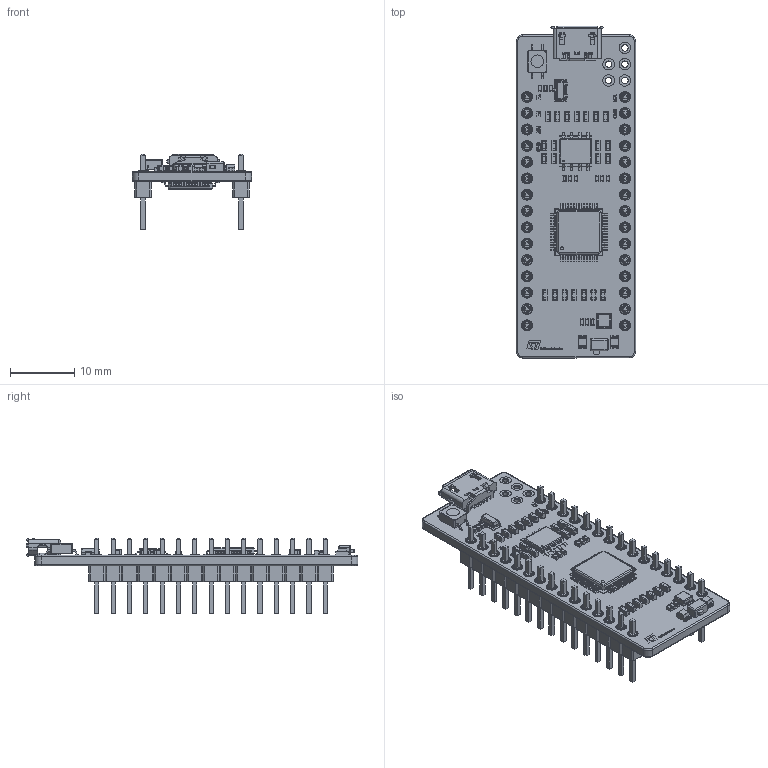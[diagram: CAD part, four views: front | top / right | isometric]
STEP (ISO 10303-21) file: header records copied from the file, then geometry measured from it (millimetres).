
FILE_DESCRIPTION(/* description */ (''),/* implementation_level */ '2;1');
FILE_NAME(/* name */ 'model_1.step',/* time_stamp */ '2022-09-10T00:50:47+03:00',/* author */ (''),/* organization */ (''),/* preprocessor_version */ 'ST-DEVELOPER v19',/* originating_system */ 'Autodesk Translation Framework v11.7.0.108',/* authorisation */ '');
FILE_SCHEMA (('AUTOMOTIVE_DESIGN { 1 0 10303 214 3 1 1 }'));
Products named in the file (47): (Unsaved); 1; 2; 3; 4; 6; 7; 8; 9; 10; 11; 12; USB Connector; 1 (2); 1 (1); 2 (1); Name1; thermal pad; QFP Template; Body; Leg; name2; 1 (4); 1 (3); 2 (2); 1 (6); 1 (5); 2 (3); 3 (1); 1 (8); 1 (7); 2 (4); 3 (2); 1 (10); 1 (9); 2 (5); 3 (3); 1 (11); 2 (6); 3_MIR ...
Assembly tree (79 placements, depth 3):
  (Unsaved)
    1
    2
    3
    4
    6
    7
    8
    9
    10
    11
    12
    USB Connector
    1 (2)
      1 (1)
      2 (1)
      Name1
      thermal pad
    QFP Template  x2
      Body
      Leg
      name2
    1 (4)
      1 (3)
      2 (2)
    1 (6)
      1 (5)
      2 (3)
      3 (1)
    1 (8)
      1 (7)
      2 (4)
      3 (2)
    1 (10)
      1 (9)
      2 (5)
    3 (3)  x18
      1 (11)
      2 (6)
    3_MIR  x4
      1_MIR
      2_MIR
    3 (4)  x12
      1 (12)
      2 (7)
    13
    STM Logo
Bounding box: 18.54 x 51.66 x 11.82 mm (x, y, z)
Volume: 2310.8 mm3; surface area: 8808.4 mm2
Topology: 401 solids, 401 shells, 6415 faces, 14577 edges, 8943 vertices
Faces by surface type: plane 3779, cylinder 1755, sphere 600, bspline 207, torus 74
Full cylindrical faces by diameter (mm): 0.248 x1, 0.472 x2, 1 x25, 1.8 x10, 1.95 x2
Entity records: 99722 total; most frequent: CARTESIAN_POINT 19770, ORIENTED_EDGE 16186, DIRECTION 15606, EDGE_CURVE 8093, LINE 6374, VECTOR 6374, VERTEX_POINT 5133, AXIS2_PLACEMENT_3D 4616
